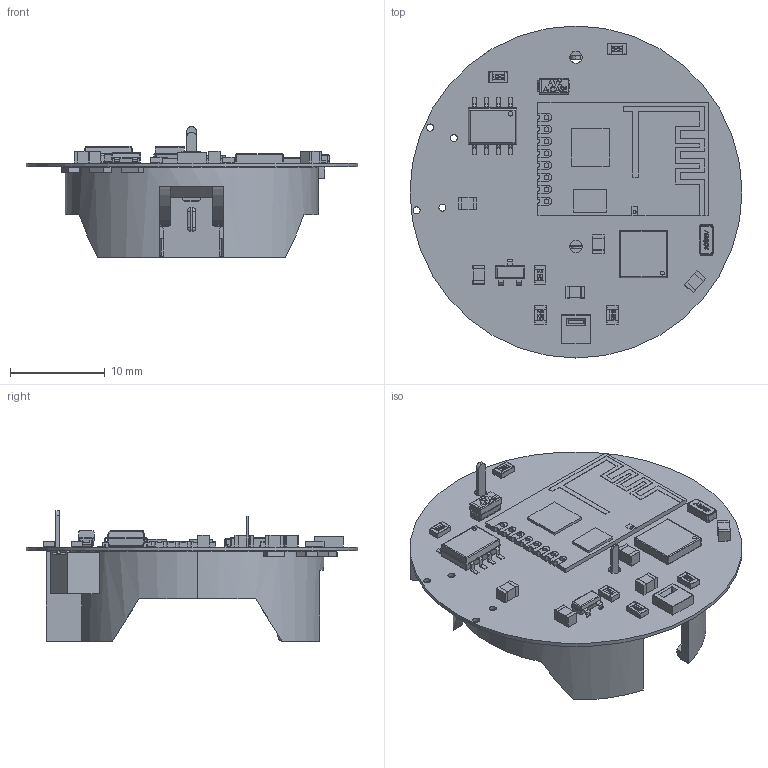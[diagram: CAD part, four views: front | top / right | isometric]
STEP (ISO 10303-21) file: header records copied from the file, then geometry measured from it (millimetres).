
FILE_DESCRIPTION(('Open CASCADE Model'),'2;1');
FILE_NAME('Open CASCADE Shape Model','2020-08-20T19:03:29',('Author'),( 'Open CASCADE'),'Open CASCADE STEP processor 6.8','Open CASCADE 6.8' ,'Unknown');
FILE_SCHEMA(('AUTOMOTIVE_DESIGN { 1 0 10303 214 1 1 1 1 }'));
Length unit declared in the file: millimetre
Products named in the file (54): PCB; Board; Open CASCADE STEP translator 6.8 1.1.1; J2; m50-3100345_asm; M50-310-MOULD; M50-310-PIN; J1; R4; 0805_resistor; R3; B1; keystone-PN1053; IC1; SENSIRION_STS21; U3; pqfn-32r_5x5x0.5; 7368811648; Extruded; Z1; User_Library-ABS07; User_Library-ABS07_ABS07_Body_2; User_Library-ABS07_ABS07_Body2_2; User_Library-ABS07_ABS07_Beschriftung_2; User_Library-ABS07_ABS07_Pads_2; U2; nrf24l01; U1; 7329077488; Open_CASCADE_STEP_translator_6.8_17.1; Body; Open_CASCADE_STEP_translator_6.8_17.2.1; Leader; U4; 7329075488; Open_CASCADE_STEP_translator_6.8_8.1.1; R8; R7; R6; R5 ...
Assembly tree (80 placements, depth 5):
  PCB
    Board
      Open CASCADE STEP translator 6.8 1.1.1
    J2
      m50-3100345_asm
        M50-310-MOULD
        M50-310-PIN  x6
    J1
      m50-3100345_asm
        M50-310-MOULD
        M50-310-PIN  x6
    R4
      0805_resistor
    R3
      0805_resistor
    B1
      keystone-PN1053
    IC1
      SENSIRION_STS21
    U3
      pqfn-32r_5x5x0.5
        pqfn-32r_5x5x0.5
      7368811648
        Extruded
    Z1
      User_Library-ABS07
        User_Library-ABS07_ABS07_Body_2
        User_Library-ABS07_ABS07_Body2_2
        User_Library-ABS07_ABS07_Beschriftung_2
        User_Library-ABS07_ABS07_Pads_2
    U2
      nrf24l01
    U1
      7329077488
        Open_CASCADE_STEP_translator_6.8_17.1
        Body
          Open_CASCADE_STEP_translator_6.8_17.2.1
        Leader  x8
    U4
      7329075488
        Body
          Open_CASCADE_STEP_translator_6.8_8.1.1
        Leader  x3
    R8
      0805_resistor
    R7
      0805_resistor
    R6
      0805_resistor
    R5
      0805_resistor
    R2
      0805_resistor
    R1
      0805_resistor
    C7
      0805_cap
    C6
      0805_cap
    C5
Bounding box: 35.1 x 35.1 x 13.82 mm (x, y, z)
Volume: 2361.8 mm3; surface area: 6594.5 mm2
Topology: 64 solids, 65 shells, 3177 faces, 8478 edges, 5433 vertices
Faces by surface type: plane 2084, cylinder 729, bspline 234, sphere 130
Full cylindrical faces by diameter (mm): 0.4 x1, 0.487 x1, 0.75 x4, 1.3 x2, 35.1 x1
Entity records: 59411 total; most frequent: CARTESIAN_POINT 13528, ORIENTED_EDGE 8085, DIRECTION 6951, EDGE_CURVE 4043, LINE 2949, VECTOR 2949, VERTEX_POINT 2568, AXIS2_PLACEMENT_3D 2001
